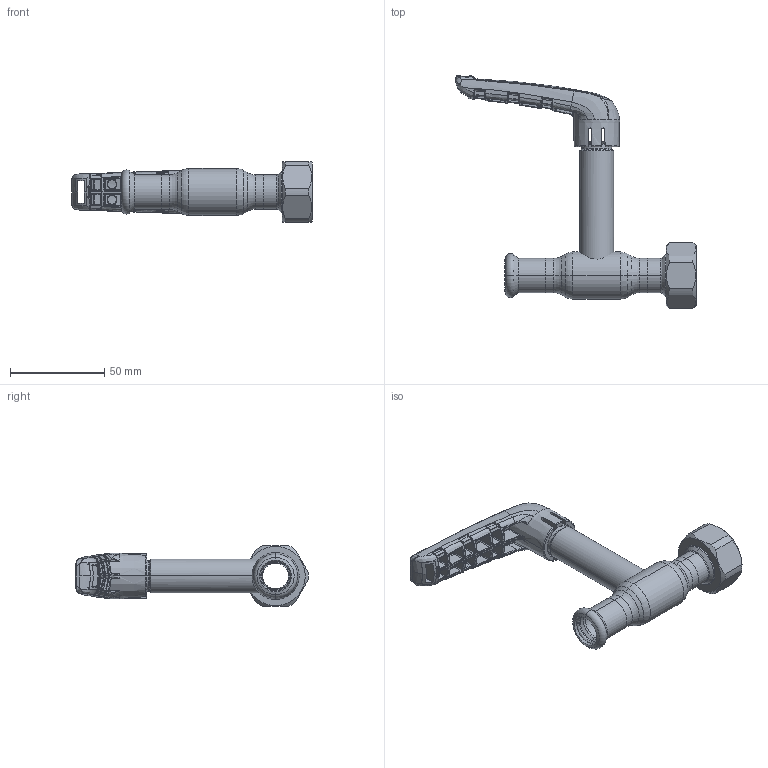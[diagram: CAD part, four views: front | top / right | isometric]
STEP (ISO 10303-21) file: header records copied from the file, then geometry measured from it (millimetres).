
FILE_DESCRIPTION (( 'STEP AP214' ), '1' );
FILE_NAME ('XPR21401 DN10 G34 x 15.step', '2018-09-27T09:27:08', ( '' ), ( '' ), 'SwSTEP 2.0', 'SolidWorks 2017', '' );
FILE_SCHEMA (( 'AUTOMOTIVE_DESIGN' ));
Length unit declared in the file: millimetre
Products named in the file (1): XPR21401 DN10 G34 x 15
Bounding box: 127.68 x 123.67 x 32 mm (x, y, z)
Surface area: 25823.6 mm2 (no closed solid volume)
Topology: 0 solids, 12 shells, 818 faces, 2489 edges, 1567 vertices
Faces by surface type: bspline 646, plane 60, cylinder 53, cone 36, torus 23
Entity records: 59504 total; most frequent: CARTESIAN_POINT 34287, ORIENTED_EDGE 4201, EDGE_CURVE 2461, DIRECTION 1704, B_SPLINE_CURVE_WITH_KNOTS 1681, VERTEX_POINT 1567, EDGE_LOOP 845, UNCERTAINTY_MEASURE_WITH_UNIT 820
